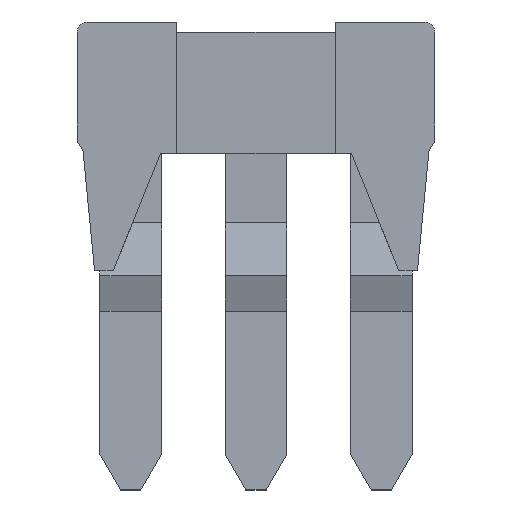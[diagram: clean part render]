
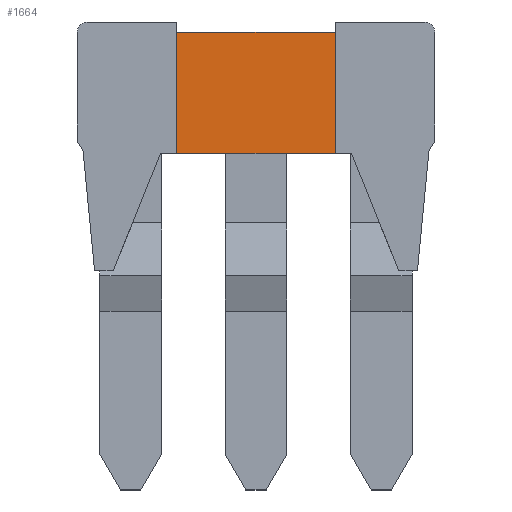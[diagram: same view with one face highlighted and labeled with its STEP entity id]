
A CAD part, top view. The second image highlights one B-rep face of the part: STEP entity #1664.
In plain terms, the highlighted planar face has unit normal (0, 0, 1).
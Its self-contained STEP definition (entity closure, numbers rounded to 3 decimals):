
#113=DIRECTION('',(0.,-1.,0.));
#114=VECTOR('',#113,5.9);
#115=CARTESIAN_POINT('',(2.25,3.65,1.4));
#116=LINE('',#115,#114);
#133=DIRECTION('',(-1.,0.,0.));
#134=VECTOR('',#133,7.7);
#135=CARTESIAN_POINT('',(9.95,3.65,1.4));
#136=LINE('',#135,#134);
#201=DIRECTION('',(-1.,0.,0.));
#202=VECTOR('',#201,7.7);
#203=CARTESIAN_POINT('',(9.95,-2.25,1.4));
#204=LINE('',#203,#202);
#543=DIRECTION('',(0.,-1.,0.));
#544=VECTOR('',#543,5.9);
#545=CARTESIAN_POINT('',(9.95,3.65,1.4));
#546=LINE('',#545,#544);
#864=CARTESIAN_POINT('',(9.95,-2.25,1.4));
#866=VERTEX_POINT('',#864);
#867=CARTESIAN_POINT('',(2.25,-2.25,1.4));
#868=VERTEX_POINT('',#867);
#875=CARTESIAN_POINT('',(9.95,3.65,1.4));
#876=CARTESIAN_POINT('',(2.25,3.65,1.4));
#877=VERTEX_POINT('',#875);
#878=VERTEX_POINT('',#876);
#1653=CARTESIAN_POINT('',(9.95,4.15,1.4));
#1654=DIRECTION('',(0.,0.,-1.));
#1655=DIRECTION('',(-1.,0.,0.));
#1656=AXIS2_PLACEMENT_3D('',#1653,#1654,#1655);
#1657=PLANE('',#1656);
#1658=ORIENTED_EDGE('',*,*,#1173,.T.);
#1659=ORIENTED_EDGE('',*,*,#1098,.F.);
#1660=ORIENTED_EDGE('',*,*,#1123,.F.);
#1661=ORIENTED_EDGE('',*,*,#1642,.T.);
#1662=EDGE_LOOP('',(#1658,#1659,#1660,#1661));
#1663=FACE_OUTER_BOUND('',#1662,.F.);
#1664=ADVANCED_FACE('',(#1663),#1657,.F.);
#1098=EDGE_CURVE('',#878,#868,#116,.T.);
#1123=EDGE_CURVE('',#877,#878,#136,.T.);
#1173=EDGE_CURVE('',#866,#868,#204,.T.);
#1642=EDGE_CURVE('',#877,#866,#546,.T.);
